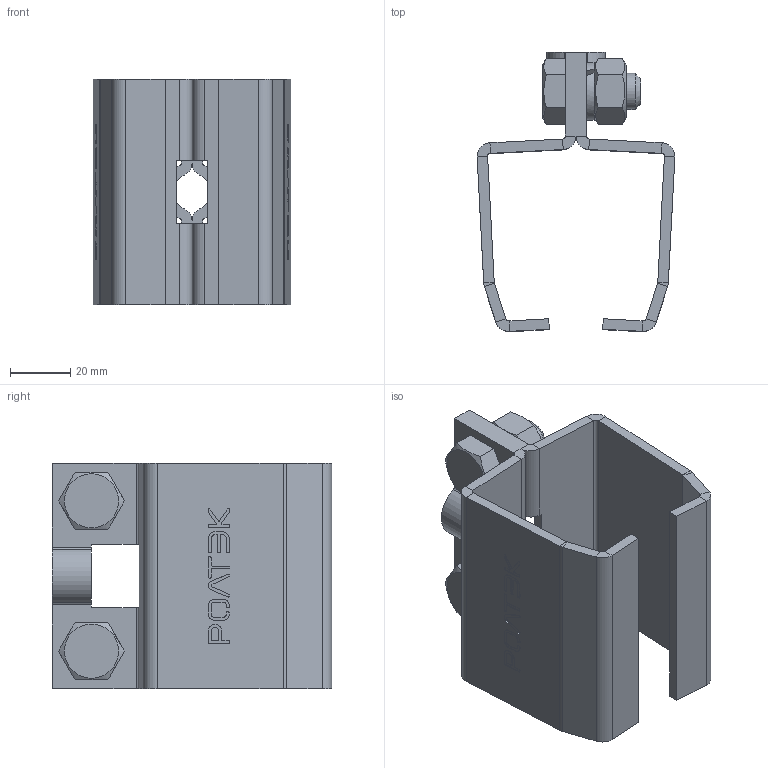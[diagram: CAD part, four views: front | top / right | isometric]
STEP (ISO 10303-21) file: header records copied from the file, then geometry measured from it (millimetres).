
FILE_DESCRIPTION(('STEP AP203'), '1');
FILE_NAME('271.RC55 Çàõâàò RC55 ïîä ðåçüáîâîé ïîäâåñ', '', ('UNSPECIFIED'), ('UNSPECIFIED'), 'ASCON STEP Converter 1.3', 'ASCON Math Kernel', '');
FILE_SCHEMA(('CONFIG_CONTROL_DESIGN'));
Length unit declared in the file: millimetre
Products named in the file (1): 271.RC55
Bounding box: 65.8 x 92.89 x 75 mm (x, y, z)
Volume: 80451.7 mm3; surface area: 43610.8 mm2
Topology: 1 solids, 1 shells, 404 faces, 1065 edges, 677 vertices
Faces by surface type: plane 238, cylinder 156, cone 8, torus 2
Full cylindrical faces by diameter (mm): 12 x4, 13 x2
Entity records: 17064 total; most frequent: CARTESIAN_POINT 3669, DIRECTION 2144, ORIENTED_EDGE 2098, EDGE_CURVE 1049, AXIS2_PLACEMENT_3D 734, VERTEX_POINT 677, LINE 676, VECTOR 676
